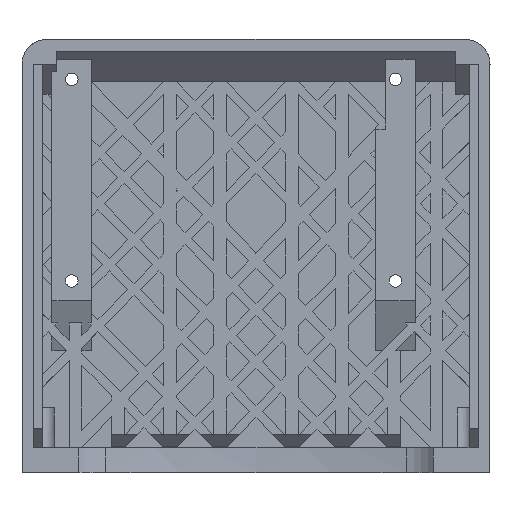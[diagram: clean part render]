
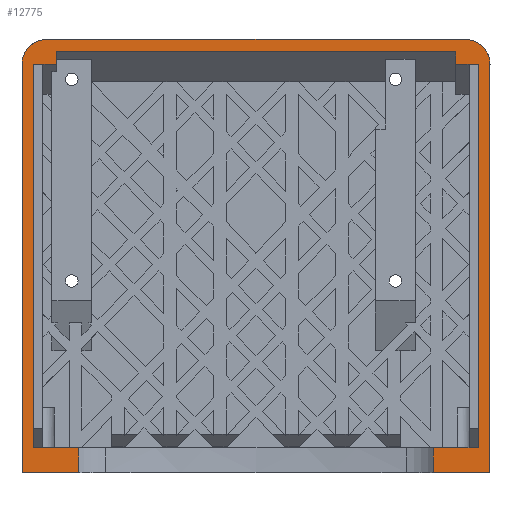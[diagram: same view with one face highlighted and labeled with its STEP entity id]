
A CAD part, front view. The second image highlights one B-rep face of the part: STEP entity #12775.
In plain terms, the highlighted planar face has unit normal (0, -1, 0).
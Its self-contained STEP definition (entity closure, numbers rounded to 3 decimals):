
#717=PLANE('',#13469);
#751=LINE('',#16889,#2468);
#2241=LINE('',#19864,#3958);
#2251=LINE('',#19891,#3968);
#2339=LINE('',#20152,#4056);
#2354=LINE('',#20189,#4071);
#2359=LINE('',#20199,#4076);
#2364=LINE('',#20209,#4081);
#2370=LINE('',#20224,#4087);
#2371=LINE('',#20226,#4088);
#2373=LINE('',#20232,#4090);
#2376=LINE('',#20240,#4093);
#2380=LINE('',#20250,#4097);
#2383=LINE('',#20257,#4100);
#2387=LINE('',#20264,#4104);
#2395=LINE('',#20279,#4112);
#2398=LINE('',#20286,#4115);
#2400=LINE('',#20289,#4117);
#2401=LINE('',#20292,#4118);
#2403=LINE('',#20295,#4120);
#2404=LINE('',#20297,#4121);
#2405=LINE('',#20300,#4122);
#2406=LINE('',#20302,#4123);
#2407=LINE('',#20303,#4124);
#2408=LINE('',#20304,#4125);
#2468=VECTOR('',#13555,10.);
#3958=VECTOR('',#15975,10.);
#3968=VECTOR('',#15995,10.);
#4056=VECTOR('',#16349,10.);
#4071=VECTOR('',#16382,10.);
#4076=VECTOR('',#16393,10.);
#4081=VECTOR('',#16402,10.);
#4087=VECTOR('',#16416,10.);
#4088=VECTOR('',#16419,10.);
#4090=VECTOR('',#16427,10.);
#4093=VECTOR('',#16438,10.);
#4097=VECTOR('',#16448,10.);
#4100=VECTOR('',#16453,10.);
#4104=VECTOR('',#16459,10.);
#4112=VECTOR('',#16471,10.);
#4115=VECTOR('',#16478,10.);
#4117=VECTOR('',#16482,10.);
#4118=VECTOR('',#16485,10.);
#4120=VECTOR('',#16489,10.);
#4121=VECTOR('',#16492,10.);
#4122=VECTOR('',#16495,10.);
#4123=VECTOR('',#16496,10.);
#4124=VECTOR('',#16497,10.);
#4125=VECTOR('',#16498,10.);
#4826=FACE_OUTER_BOUND('',#5566,.T.);
#5566=EDGE_LOOP('',(#11912,#11913,#11914,#11915,#11916,#11917,#11918,#11919,
#11920,#11921,#11922,#11923,#11924,#11925,#11926,#11927,#11928,#11929,#11930,
#11931,#11932,#11933,#11934,#11935,#11936,#11937));
#5624=CIRCLE('',#12825,5.);
#5626=CIRCLE('',#12829,5.);
#5681=VERTEX_POINT('',#16879);
#5682=VERTEX_POINT('',#16881);
#5684=VERTEX_POINT('',#16887);
#5687=VERTEX_POINT('',#16895);
#6703=VERTEX_POINT('',#19861);
#6704=VERTEX_POINT('',#19863);
#6715=VERTEX_POINT('',#19888);
#6716=VERTEX_POINT('',#19890);
#6755=VERTEX_POINT('',#20149);
#6756=VERTEX_POINT('',#20151);
#6768=VERTEX_POINT('',#20186);
#6769=VERTEX_POINT('',#20188);
#6770=VERTEX_POINT('',#20196);
#6771=VERTEX_POINT('',#20198);
#6774=VERTEX_POINT('',#20207);
#6779=VERTEX_POINT('',#20222);
#6781=VERTEX_POINT('',#20239);
#6784=VERTEX_POINT('',#20249);
#6786=VERTEX_POINT('',#20254);
#6787=VERTEX_POINT('',#20256);
#6794=VERTEX_POINT('',#20277);
#6795=VERTEX_POINT('',#20283);
#6796=VERTEX_POINT('',#20285);
#6797=VERTEX_POINT('',#20291);
#6798=VERTEX_POINT('',#20299);
#6799=VERTEX_POINT('',#20301);
#6854=EDGE_CURVE('',#5681,#5682,#5624,.T.);
#6858=EDGE_CURVE('',#5681,#5684,#751,.T.);
#6862=EDGE_CURVE('',#5687,#5684,#5626,.T.);
#8354=EDGE_CURVE('',#6703,#6704,#2241,.T.);
#8368=EDGE_CURVE('',#6715,#6716,#2251,.T.);
#8458=EDGE_CURVE('',#6755,#6756,#2339,.T.);
#8477=EDGE_CURVE('',#6768,#6769,#2354,.T.);
#8482=EDGE_CURVE('',#6771,#6770,#2359,.T.);
#8487=EDGE_CURVE('',#6715,#6774,#2364,.T.);
#8495=EDGE_CURVE('',#6779,#5687,#2370,.T.);
#8496=EDGE_CURVE('',#6770,#6756,#2371,.T.);
#8499=EDGE_CURVE('',#6769,#6755,#2373,.T.);
#8502=EDGE_CURVE('',#6771,#6781,#2376,.T.);
#8507=EDGE_CURVE('',#5682,#6784,#2380,.T.);
#8510=EDGE_CURVE('',#6787,#6786,#2383,.T.);
#8514=EDGE_CURVE('',#6786,#6704,#2387,.T.);
#8522=EDGE_CURVE('',#6794,#6774,#2395,.F.);
#8525=EDGE_CURVE('',#6795,#6796,#2398,.T.);
#8527=EDGE_CURVE('',#6787,#6795,#2400,.T.);
#8528=EDGE_CURVE('',#6797,#6781,#2401,.T.);
#8530=EDGE_CURVE('',#6797,#6794,#2403,.T.);
#8531=EDGE_CURVE('',#6796,#6768,#2404,.T.);
#8532=EDGE_CURVE('',#6716,#6798,#2405,.T.);
#8533=EDGE_CURVE('',#6799,#6703,#2406,.T.);
#8534=EDGE_CURVE('',#6784,#6799,#2407,.T.);
#8535=EDGE_CURVE('',#6798,#6779,#2408,.T.);
#11912=ORIENTED_EDGE('',*,*,#8532,.F.);
#11913=ORIENTED_EDGE('',*,*,#8368,.F.);
#11914=ORIENTED_EDGE('',*,*,#8487,.T.);
#11915=ORIENTED_EDGE('',*,*,#8522,.F.);
#11916=ORIENTED_EDGE('',*,*,#8530,.F.);
#11917=ORIENTED_EDGE('',*,*,#8528,.T.);
#11918=ORIENTED_EDGE('',*,*,#8502,.F.);
#11919=ORIENTED_EDGE('',*,*,#8482,.T.);
#11920=ORIENTED_EDGE('',*,*,#8496,.T.);
#11921=ORIENTED_EDGE('',*,*,#8458,.F.);
#11922=ORIENTED_EDGE('',*,*,#8499,.F.);
#11923=ORIENTED_EDGE('',*,*,#8477,.F.);
#11924=ORIENTED_EDGE('',*,*,#8531,.F.);
#11925=ORIENTED_EDGE('',*,*,#8525,.F.);
#11926=ORIENTED_EDGE('',*,*,#8527,.F.);
#11927=ORIENTED_EDGE('',*,*,#8510,.T.);
#11928=ORIENTED_EDGE('',*,*,#8514,.T.);
#11929=ORIENTED_EDGE('',*,*,#8354,.F.);
#11930=ORIENTED_EDGE('',*,*,#8533,.F.);
#11931=ORIENTED_EDGE('',*,*,#8534,.F.);
#11932=ORIENTED_EDGE('',*,*,#8507,.F.);
#11933=ORIENTED_EDGE('',*,*,#6854,.F.);
#11934=ORIENTED_EDGE('',*,*,#6858,.T.);
#11935=ORIENTED_EDGE('',*,*,#6862,.F.);
#11936=ORIENTED_EDGE('',*,*,#8495,.F.);
#11937=ORIENTED_EDGE('',*,*,#8535,.F.);
#12775=ADVANCED_FACE('',(#4826),#717,.F.);
#12825=AXIS2_PLACEMENT_3D('',#16882,#13548,#13549);
#12829=AXIS2_PLACEMENT_3D('',#16897,#13562,#13563);
#13469=AXIS2_PLACEMENT_3D('',#20298,#16493,#16494);
#13548=DIRECTION('center_axis',(0.,1.,0.));
#13549=DIRECTION('ref_axis',(0.,0.,1.));
#13555=DIRECTION('',(-1.,0.,0.));
#13562=DIRECTION('center_axis',(0.,1.,0.));
#13563=DIRECTION('ref_axis',(-1.,0.,0.));
#15975=DIRECTION('',(1.,0.,0.));
#15995=DIRECTION('',(1.,0.,0.));
#16349=DIRECTION('',(-1.,0.,0.));
#16382=DIRECTION('',(-1.,0.,0.));
#16393=DIRECTION('',(1.,0.,0.));
#16402=DIRECTION('',(0.,0.,1.));
#16416=DIRECTION('',(0.,0.,1.));
#16419=DIRECTION('',(0.,0.,1.));
#16427=DIRECTION('',(0.,0.,1.));
#16438=DIRECTION('',(-1.,0.,0.));
#16448=DIRECTION('',(0.,0.,-1.));
#16453=DIRECTION('',(-1.,0.,0.009));
#16459=DIRECTION('',(0.,0.,-1.));
#16471=DIRECTION('',(-1.,0.,-0.009));
#16478=DIRECTION('',(0.,0.,1.));
#16482=DIRECTION('',(1.,0.,0.));
#16485=DIRECTION('',(0.,0.,1.));
#16489=DIRECTION('',(1.,0.,0.));
#16492=DIRECTION('',(-1.,0.,0.));
#16493=DIRECTION('center_axis',(0.,1.,0.));
#16494=DIRECTION('ref_axis',(0.,0.,1.));
#16495=DIRECTION('',(0.,0.,-1.));
#16496=DIRECTION('',(0.,0.,1.));
#16497=DIRECTION('',(-1.,0.,0.));
#16498=DIRECTION('',(-1.,0.,0.));
#16879=CARTESIAN_POINT('',(-5.,55.,87.));
#16881=CARTESIAN_POINT('',(0.,55.,82.));
#16882=CARTESIAN_POINT('Origin',(-5.,55.,82.));
#16887=CARTESIAN_POINT('',(-89.,55.,87.));
#16889=CARTESIAN_POINT('',(-47.,55.,87.));
#16895=CARTESIAN_POINT('',(-94.,55.,82.));
#16897=CARTESIAN_POINT('Origin',(-89.,55.,82.));
#19861=CARTESIAN_POINT('',(-11.373,55.,5.));
#19863=CARTESIAN_POINT('',(-4.215,55.,5.));
#19864=CARTESIAN_POINT('',(-47.,55.,5.));
#19888=CARTESIAN_POINT('',(-89.785,55.,5.));
#19890=CARTESIAN_POINT('',(-82.627,55.,5.));
#19891=CARTESIAN_POINT('',(-47.,55.,5.));
#20149=CARTESIAN_POINT('',(-6.865,55.,84.5));
#20151=CARTESIAN_POINT('',(-87.135,55.,84.5));
#20152=CARTESIAN_POINT('',(-6.865,55.,84.5));
#20186=CARTESIAN_POINT('',(-4.215,55.,82.));
#20188=CARTESIAN_POINT('',(-6.865,55.,82.));
#20189=CARTESIAN_POINT('',(0.,55.,82.));
#20196=CARTESIAN_POINT('',(-87.135,55.,82.));
#20198=CARTESIAN_POINT('',(-89.785,55.,82.));
#20199=CARTESIAN_POINT('',(-94.,55.,82.));
#20207=CARTESIAN_POINT('',(-89.785,55.,5.014));
#20209=CARTESIAN_POINT('',(-89.785,55.,23.75));
#20222=CARTESIAN_POINT('',(-94.,55.,0.));
#20224=CARTESIAN_POINT('',(-94.,55.,21.25));
#20226=CARTESIAN_POINT('',(-87.135,55.,82.));
#20232=CARTESIAN_POINT('',(-6.865,55.,82.));
#20239=CARTESIAN_POINT('',(-91.785,55.,82.));
#20240=CARTESIAN_POINT('',(-47.,55.,82.));
#20249=CARTESIAN_POINT('',(0.,55.,0.));
#20250=CARTESIAN_POINT('',(0.,55.,21.25));
#20254=CARTESIAN_POINT('',(-4.215,55.,5.014));
#20256=CARTESIAN_POINT('',(-2.657,55.,5.));
#20257=CARTESIAN_POINT('',(-25.457,55.,5.198));
#20264=CARTESIAN_POINT('',(-4.215,55.,23.75));
#20277=CARTESIAN_POINT('',(-91.343,55.,5.));
#20279=CARTESIAN_POINT('',(-69.034,55.,5.194));
#20283=CARTESIAN_POINT('',(-2.215,55.,5.));
#20285=CARTESIAN_POINT('',(-2.215,55.,82.));
#20286=CARTESIAN_POINT('',(-2.215,55.,5.));
#20289=CARTESIAN_POINT('',(-47.,55.,5.));
#20291=CARTESIAN_POINT('',(-91.785,55.,5.));
#20292=CARTESIAN_POINT('',(-91.785,55.,5.));
#20295=CARTESIAN_POINT('',(-47.,55.,5.));
#20297=CARTESIAN_POINT('',(-47.,55.,82.));
#20298=CARTESIAN_POINT('Origin',(-47.,55.,42.5));
#20299=CARTESIAN_POINT('',(-82.627,55.,0.));
#20300=CARTESIAN_POINT('',(-82.627,55.,0.));
#20301=CARTESIAN_POINT('',(-11.373,55.,0.));
#20302=CARTESIAN_POINT('',(-11.373,55.,0.));
#20303=CARTESIAN_POINT('',(-47.,55.,0.));
#20304=CARTESIAN_POINT('',(-47.,55.,0.));
